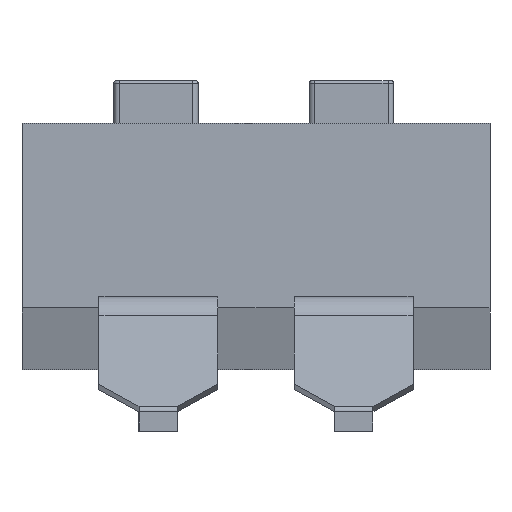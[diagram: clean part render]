
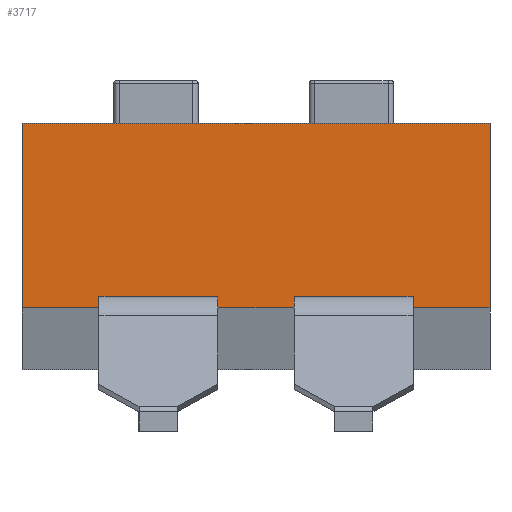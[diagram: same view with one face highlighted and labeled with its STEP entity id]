
A CAD part, front view. The second image highlights one B-rep face of the part: STEP entity #3717.
In plain terms, the highlighted planar face has unit normal (0, -1, 0).
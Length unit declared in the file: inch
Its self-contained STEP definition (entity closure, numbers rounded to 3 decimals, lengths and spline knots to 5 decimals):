
#231=PLANE('',#3983);
#310=LINE('',#5103,#720);
#314=LINE('',#5111,#724);
#333=LINE('',#5162,#743);
#348=LINE('',#5195,#758);
#352=LINE('',#5203,#762);
#356=LINE('',#5210,#766);
#392=LINE('',#5300,#802);
#396=LINE('',#5307,#806);
#414=LINE('',#5355,#824);
#598=LINE('',#6291,#1008);
#641=LINE('',#6377,#1051);
#642=LINE('',#6378,#1052);
#720=VECTOR('',#4196,0.3937);
#724=VECTOR('',#4202,0.3937);
#743=VECTOR('',#4243,0.3937);
#758=VECTOR('',#4284,0.3937);
#762=VECTOR('',#4288,0.3937);
#766=VECTOR('',#4292,0.3937);
#802=VECTOR('',#4380,0.3937);
#806=VECTOR('',#4386,0.3937);
#824=VECTOR('',#4426,0.3937);
#1008=VECTOR('',#4800,0.3937);
#1051=VECTOR('',#4881,0.3937);
#1052=VECTOR('',#4882,0.3937);
#1283=FACE_OUTER_BOUND('',#1491,.T.);
#1491=EDGE_LOOP('',(#3485,#3486,#3487,#3488,#3489,#3490,#3491,#3492,#3493,
#3494,#3495,#3496));
#1635=VERTEX_POINT('',#5101);
#1636=VERTEX_POINT('',#5102);
#1639=VERTEX_POINT('',#5110);
#1660=VERTEX_POINT('',#5161);
#1665=VERTEX_POINT('',#5194);
#1668=VERTEX_POINT('',#5200);
#1669=VERTEX_POINT('',#5202);
#1672=VERTEX_POINT('',#5208);
#1699=VERTEX_POINT('',#5298);
#1700=VERTEX_POINT('',#5299);
#1884=VERTEX_POINT('',#6285);
#1886=VERTEX_POINT('',#6289);
#2014=EDGE_CURVE('',#1635,#1636,#310,.T.);
#2018=EDGE_CURVE('',#1639,#1635,#314,.T.);
#2043=EDGE_CURVE('',#1636,#1660,#333,.T.);
#2060=EDGE_CURVE('',#1665,#1639,#348,.T.);
#2064=EDGE_CURVE('',#1669,#1668,#352,.T.);
#2068=EDGE_CURVE('',#1660,#1672,#356,.T.);
#2112=EDGE_CURVE('',#1699,#1700,#392,.T.);
#2116=EDGE_CURVE('',#1668,#1699,#396,.T.);
#2140=EDGE_CURVE('',#1700,#1665,#414,.T.);
#2398=EDGE_CURVE('',#1884,#1886,#598,.T.);
#2441=EDGE_CURVE('',#1672,#1884,#641,.T.);
#2442=EDGE_CURVE('',#1669,#1886,#642,.T.);
#3485=ORIENTED_EDGE('',*,*,#2043,.T.);
#3486=ORIENTED_EDGE('',*,*,#2068,.T.);
#3487=ORIENTED_EDGE('',*,*,#2441,.T.);
#3488=ORIENTED_EDGE('',*,*,#2398,.T.);
#3489=ORIENTED_EDGE('',*,*,#2442,.F.);
#3490=ORIENTED_EDGE('',*,*,#2064,.T.);
#3491=ORIENTED_EDGE('',*,*,#2116,.T.);
#3492=ORIENTED_EDGE('',*,*,#2112,.T.);
#3493=ORIENTED_EDGE('',*,*,#2140,.T.);
#3494=ORIENTED_EDGE('',*,*,#2060,.T.);
#3495=ORIENTED_EDGE('',*,*,#2018,.T.);
#3496=ORIENTED_EDGE('',*,*,#2014,.T.);
#3717=ADVANCED_FACE('',(#1283),#231,.T.);
#3983=AXIS2_PLACEMENT_3D('',#6376,#4879,#4880);
#4196=DIRECTION('',(1.,0.,0.));
#4202=DIRECTION('',(0.,0.,1.));
#4243=DIRECTION('',(0.,0.,-1.));
#4284=DIRECTION('',(1.,0.,0.));
#4288=DIRECTION('',(1.,0.,0.));
#4292=DIRECTION('',(1.,0.,0.));
#4380=DIRECTION('',(1.,0.,0.));
#4386=DIRECTION('',(0.,0.,1.));
#4426=DIRECTION('',(0.,0.,-1.));
#4800=DIRECTION('',(-1.,0.,0.));
#4879=DIRECTION('center_axis',(0.,-1.,0.));
#4880=DIRECTION('ref_axis',(0.,0.,-1.));
#4881=DIRECTION('',(0.,0.,1.));
#4882=DIRECTION('',(0.,0.,1.));
#5101=CARTESIAN_POINT('',(0.01969,-0.12205,0.0374));
#5102=CARTESIAN_POINT('',(0.08031,-0.12205,0.0374));
#5103=CARTESIAN_POINT('',(0.08484,-0.12205,0.0374));
#5110=CARTESIAN_POINT('',(0.01969,-0.12205,0.0315));
#5111=CARTESIAN_POINT('',(0.01969,-0.12205,0.00805));
#5161=CARTESIAN_POINT('',(0.08031,-0.12205,0.0315));
#5162=CARTESIAN_POINT('',(0.08031,-0.12205,0.00805));
#5194=CARTESIAN_POINT('',(-0.01969,-0.12205,0.0315));
#5195=CARTESIAN_POINT('',(0.11969,-0.12205,0.0315));
#5200=CARTESIAN_POINT('',(-0.08031,-0.12205,0.0315));
#5202=CARTESIAN_POINT('',(-0.11969,-0.12205,0.0315));
#5203=CARTESIAN_POINT('',(0.11969,-0.12205,0.0315));
#5208=CARTESIAN_POINT('',(0.11969,-0.12205,0.0315));
#5210=CARTESIAN_POINT('',(0.11969,-0.12205,0.0315));
#5298=CARTESIAN_POINT('',(-0.08031,-0.12205,0.0374));
#5299=CARTESIAN_POINT('',(-0.01969,-0.12205,0.0374));
#5300=CARTESIAN_POINT('',(0.03484,-0.12205,0.0374));
#5307=CARTESIAN_POINT('',(-0.08031,-0.12205,0.00805));
#5355=CARTESIAN_POINT('',(-0.01969,-0.12205,0.00805));
#6285=CARTESIAN_POINT('',(0.11969,-0.12205,0.12598));
#6289=CARTESIAN_POINT('',(-0.11969,-0.12205,0.12598));
#6291=CARTESIAN_POINT('',(0.11969,-0.12205,0.12598));
#6376=CARTESIAN_POINT('Origin',(0.11969,-0.12205,0.));
#6377=CARTESIAN_POINT('',(0.11969,-0.12205,0.));
#6378=CARTESIAN_POINT('',(-0.11969,-0.12205,0.));
